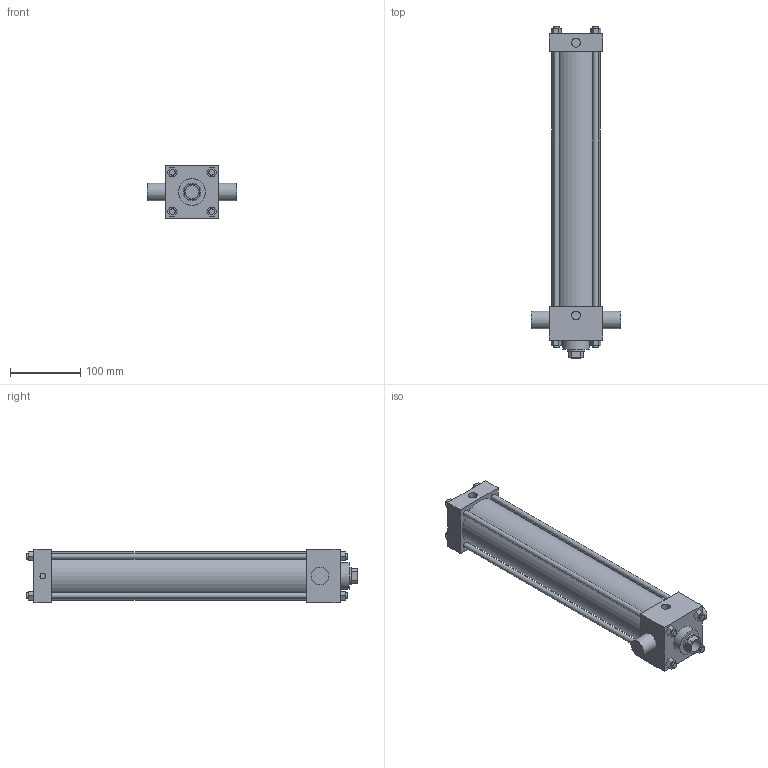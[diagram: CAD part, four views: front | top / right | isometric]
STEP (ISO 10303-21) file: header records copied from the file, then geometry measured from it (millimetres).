
FILE_DESCRIPTION((' Parasolid data model '),'2;1');
FILE_NAME('GSSL','1999-12-15T14:50:56+00:00',(' GSSL '),(' GSSL Pune '),'','GSSL Pune','Author');
FILE_SCHEMA(('CONFIG_CONTROL_DESIGN'));
Length unit declared in the file: millimetre
Bounding box: 127 x 471.49 x 76.2 mm (x, y, z)
Surface area: 164049.2 mm2 (no closed solid volume)
Topology: 0 solids, 9 shells, 120 faces, 313 edges, 225 vertices
Faces by surface type: plane 92, cylinder 28
Full cylindrical faces by diameter (mm): 7.938 x16, 12.487 x2, 19.05 x1, 25.4 x3, 38.1 x1, 68.326 x1
Entity records: 3944 total; most frequent: CARTESIAN_POINT 706, DIRECTION 620, ORIENTED_EDGE 533, EDGE_CURVE 328, LINE 272, VECTOR 272, VERTEX_POINT 260, EDGE_LOOP 194
